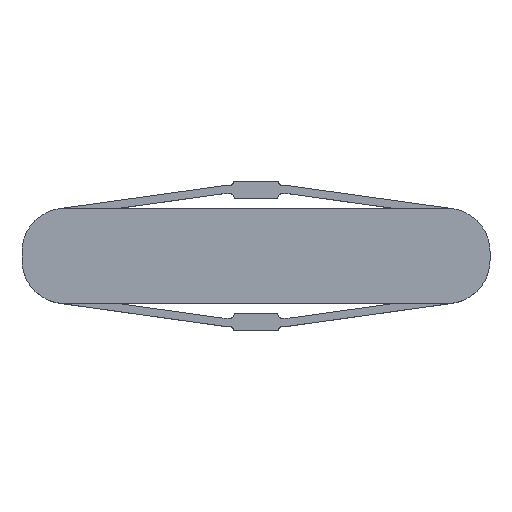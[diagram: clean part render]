
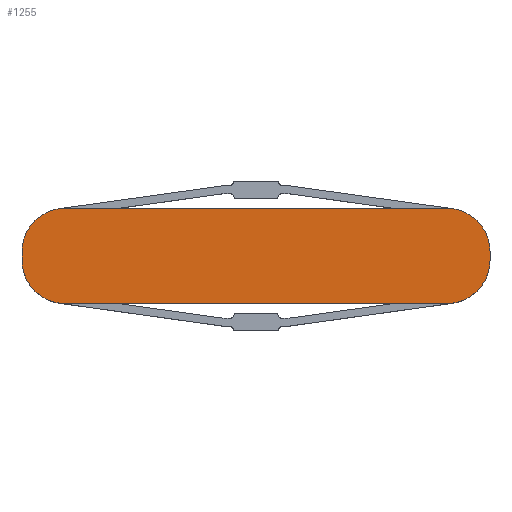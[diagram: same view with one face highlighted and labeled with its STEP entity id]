
A CAD part, top view. The second image highlights one B-rep face of the part: STEP entity #1255.
In plain terms, the highlighted planar face has unit normal (0, 0, 1).
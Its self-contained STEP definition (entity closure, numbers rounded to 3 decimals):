
#23 = LINE ( 'NONE', #1110, #1501 ) ;
#45 = CARTESIAN_POINT ( 'NONE',  ( 22.374, 5.382, 5. ) ) ;
#66 = DIRECTION ( 'NONE',  ( 1., 0., 0. ) ) ;
#115 = CARTESIAN_POINT ( 'NONE',  ( -26.62, 0.5, 5. ) ) ;
#134 = CARTESIAN_POINT ( 'NONE',  ( -26.62, -0.5, 5. ) ) ;
#173 = CARTESIAN_POINT ( 'NONE',  ( -26.62, -0.5, 5. ) ) ;
#195 = EDGE_CURVE ( 'NONE', #692, #1091, #23, .T. ) ;
#295 = DIRECTION ( 'NONE',  ( 1., 0., 0. ) ) ;
#301 = CARTESIAN_POINT ( 'NONE',  ( 26.62, -0.5, 5. ) ) ;
#314 = DIRECTION ( 'NONE',  ( 1., 0., 0. ) ) ;
#315 = VERTEX_POINT ( 'NONE', #1280 ) ;
#337 = VECTOR ( 'NONE', #393, 1000. ) ;
#393 = DIRECTION ( 'NONE',  ( 1., 0., 0. ) ) ;
#416 = DIRECTION ( 'NONE',  ( 0., 0., 1. ) ) ;
#417 = VERTEX_POINT ( 'NONE', #1132 ) ;
#418 = CIRCLE ( 'NONE', #1133, 4.929 ) ;
#437 = ORIENTED_EDGE ( 'NONE', *, *, #195, .T. ) ;
#447 = VECTOR ( 'NONE', #1720, 1000. ) ;
#483 = DIRECTION ( 'NONE',  ( 0., 0., 1. ) ) ;
#538 = ORIENTED_EDGE ( 'NONE', *, *, #1628, .T. ) ;
#553 = PLANE ( 'NONE',  #1026 ) ;
#578 = CARTESIAN_POINT ( 'NONE',  ( 26.62, 0.5, 5. ) ) ;
#607 = CARTESIAN_POINT ( 'NONE',  ( 21.691, -0.5, 5. ) ) ;
#645 = VERTEX_POINT ( 'NONE', #45 ) ;
#661 = DIRECTION ( 'NONE',  ( 1., 0., 0. ) ) ;
#692 = VERTEX_POINT ( 'NONE', #301 ) ;
#701 = CARTESIAN_POINT ( 'NONE',  ( -21.691, 0.5, 5. ) ) ;
#780 = EDGE_LOOP ( 'NONE', ( #1040, #437, #1391, #1587, #1235, #1656, #538, #1101 ) ) ;
#785 = LINE ( 'NONE', #1300, #337 ) ;
#895 = CARTESIAN_POINT ( 'NONE',  ( 21.691, 0.5, 5. ) ) ;
#910 = AXIS2_PLACEMENT_3D ( 'NONE', #895, #483, #66 ) ;
#922 = VERTEX_POINT ( 'NONE', #1184 ) ;
#926 = DIRECTION ( 'NONE',  ( 0., 0., 1. ) ) ;
#964 = CARTESIAN_POINT ( 'NONE',  ( -22.374, 5.382, 5. ) ) ;
#1026 = AXIS2_PLACEMENT_3D ( 'NONE', #1589, #416, #295 ) ;
#1036 = DIRECTION ( 'NONE',  ( 1., 0., 0. ) ) ;
#1040 = ORIENTED_EDGE ( 'NONE', *, *, #1448, .T. ) ;
#1051 = CIRCLE ( 'NONE', #1467, 4.929 ) ;
#1066 = LINE ( 'NONE', #134, #447 ) ;
#1091 = VERTEX_POINT ( 'NONE', #578 ) ;
#1101 = ORIENTED_EDGE ( 'NONE', *, *, #1617, .T. ) ;
#1110 = CARTESIAN_POINT ( 'NONE',  ( 26.62, -0.5, 5. ) ) ;
#1132 = CARTESIAN_POINT ( 'NONE',  ( 22.374, -5.382, 5. ) ) ;
#1133 = AXIS2_PLACEMENT_3D ( 'NONE', #701, #1232, #314 ) ;
#1154 = DIRECTION ( 'NONE',  ( 0., 0., 1. ) ) ;
#1155 = AXIS2_PLACEMENT_3D ( 'NONE', #607, #1154, #1036 ) ;
#1184 = CARTESIAN_POINT ( 'NONE',  ( -22.374, -5.382, 5. ) ) ;
#1216 = VECTOR ( 'NONE', #1487, 1000. ) ;
#1232 = DIRECTION ( 'NONE',  ( 0., 0., 1. ) ) ;
#1235 = ORIENTED_EDGE ( 'NONE', *, *, #1433, .T. ) ;
#1246 = CIRCLE ( 'NONE', #910, 4.929 ) ;
#1255 = ADVANCED_FACE ( 'NONE', ( #1339 ), #553, .T. ) ;
#1258 = EDGE_CURVE ( 'NONE', #1344, #1405, #1066, .T. ) ;
#1280 = CARTESIAN_POINT ( 'NONE',  ( -22.374, 5.382, 5. ) ) ;
#1300 = CARTESIAN_POINT ( 'NONE',  ( -22.374, -5.382, 5. ) ) ;
#1339 = FACE_OUTER_BOUND ( 'NONE', #780, .T. ) ;
#1344 = VERTEX_POINT ( 'NONE', #115 ) ;
#1391 = ORIENTED_EDGE ( 'NONE', *, *, #1523, .T. ) ;
#1400 = EDGE_CURVE ( 'NONE', #645, #315, #1524, .T. ) ;
#1405 = VERTEX_POINT ( 'NONE', #173 ) ;
#1429 = CARTESIAN_POINT ( 'NONE',  ( -21.691, -0.5, 5. ) ) ;
#1433 = EDGE_CURVE ( 'NONE', #315, #1344, #418, .T. ) ;
#1448 = EDGE_CURVE ( 'NONE', #417, #692, #1575, .T. ) ;
#1467 = AXIS2_PLACEMENT_3D ( 'NONE', #1429, #926, #661 ) ;
#1487 = DIRECTION ( 'NONE',  ( -1., 0., 0. ) ) ;
#1501 = VECTOR ( 'NONE', #1648, 1000. ) ;
#1523 = EDGE_CURVE ( 'NONE', #1091, #645, #1246, .T. ) ;
#1524 = LINE ( 'NONE', #964, #1216 ) ;
#1575 = CIRCLE ( 'NONE', #1155, 4.929 ) ;
#1587 = ORIENTED_EDGE ( 'NONE', *, *, #1400, .T. ) ;
#1589 = CARTESIAN_POINT ( 'NONE',  ( 21.691, -0.5, 5. ) ) ;
#1617 = EDGE_CURVE ( 'NONE', #922, #417, #785, .T. ) ;
#1628 = EDGE_CURVE ( 'NONE', #1405, #922, #1051, .T. ) ;
#1648 = DIRECTION ( 'NONE',  ( 0., 1., 0. ) ) ;
#1656 = ORIENTED_EDGE ( 'NONE', *, *, #1258, .T. ) ;
#1720 = DIRECTION ( 'NONE',  ( 0., -1., 0. ) ) ;
